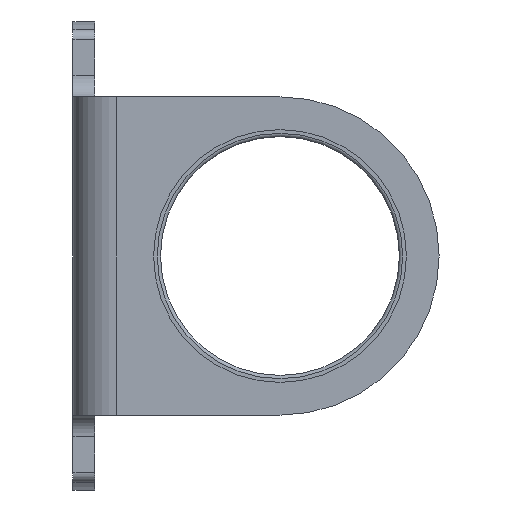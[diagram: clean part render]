
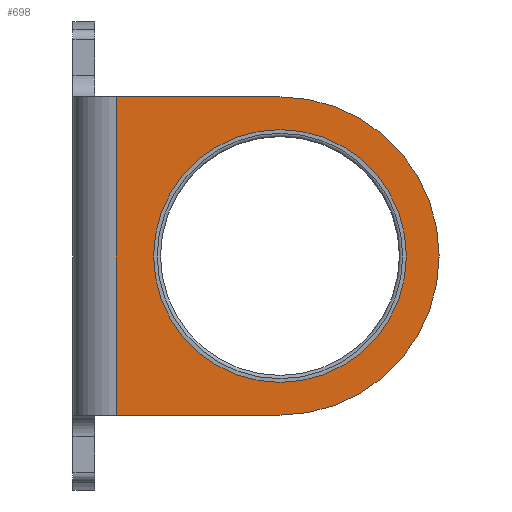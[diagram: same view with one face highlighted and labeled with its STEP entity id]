
A CAD part, front view. The second image highlights one B-rep face of the part: STEP entity #698.
In plain terms, the highlighted planar face has unit normal (0, -1, 0).
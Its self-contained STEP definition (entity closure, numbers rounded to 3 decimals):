
#81=CIRCLE('',#796,11.6);
#82=CIRCLE('',#797,14.6);
#160=ORIENTED_EDGE('',*,*,#342,.F.);
#161=ORIENTED_EDGE('',*,*,#289,.F.);
#162=ORIENTED_EDGE('',*,*,#343,.F.);
#163=ORIENTED_EDGE('',*,*,#344,.T.);
#164=ORIENTED_EDGE('',*,*,#340,.T.);
#289=EDGE_CURVE('',#383,#384,#451,.T.);
#340=EDGE_CURVE('',#430,#384,#476,.T.);
#342=EDGE_CURVE('',#431,#431,#81,.T.);
#343=EDGE_CURVE('',#432,#383,#82,.T.);
#344=EDGE_CURVE('',#432,#430,#477,.T.);
#383=VERTEX_POINT('',#1090);
#384=VERTEX_POINT('',#1092);
#430=VERTEX_POINT('',#1193);
#431=VERTEX_POINT('',#1197);
#432=VERTEX_POINT('',#1199);
#451=LINE('',#1091,#499);
#476=LINE('',#1192,#524);
#477=LINE('',#1200,#525);
#499=VECTOR('',#859,1000.);
#524=VECTOR('',#944,1000.);
#525=VECTOR('',#953,1000.);
#555=EDGE_LOOP('',(#160));
#556=EDGE_LOOP('',(#161,#162,#163,#164));
#619=FACE_BOUND('',#555,.T.);
#620=FACE_BOUND('',#556,.T.);
#678=PLANE('',#795);
#698=ADVANCED_FACE('',(#619,#620),#678,.F.);
#795=AXIS2_PLACEMENT_3D('',#1195,#947,#948);
#796=AXIS2_PLACEMENT_3D('',#1196,#949,#950);
#797=AXIS2_PLACEMENT_3D('',#1198,#951,#952);
#859=DIRECTION('',(-1.,0.,0.));
#944=DIRECTION('',(0.,0.,-1.));
#947=DIRECTION('',(0.,1.,0.));
#948=DIRECTION('',(0.,0.,1.));
#949=DIRECTION('',(0.,-1.,0.));
#950=DIRECTION('',(0.,0.,-1.));
#951=DIRECTION('',(0.,1.,0.));
#952=DIRECTION('',(1.,0.,0.));
#953=DIRECTION('',(-1.,0.,0.));
#1090=CARTESIAN_POINT('',(0.,0.,-14.6));
#1091=CARTESIAN_POINT('',(16.,0.,-14.6));
#1092=CARTESIAN_POINT('',(-15.,0.,-14.6));
#1192=CARTESIAN_POINT('',(-15.,0.,21.5));
#1193=CARTESIAN_POINT('',(-15.,0.,14.6));
#1195=CARTESIAN_POINT('',(-15.,0.,21.5));
#1196=CARTESIAN_POINT('',(0.,0.,0.));
#1197=CARTESIAN_POINT('',(0.,0.,-11.6));
#1198=CARTESIAN_POINT('',(0.,0.,0.));
#1199=CARTESIAN_POINT('',(0.,0.,14.6));
#1200=CARTESIAN_POINT('',(16.,0.,14.6));
